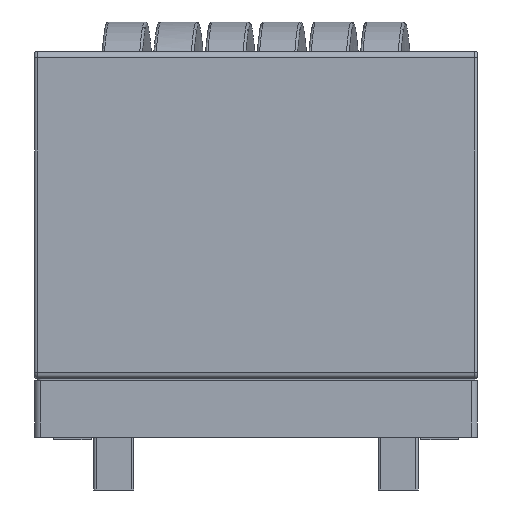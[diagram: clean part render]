
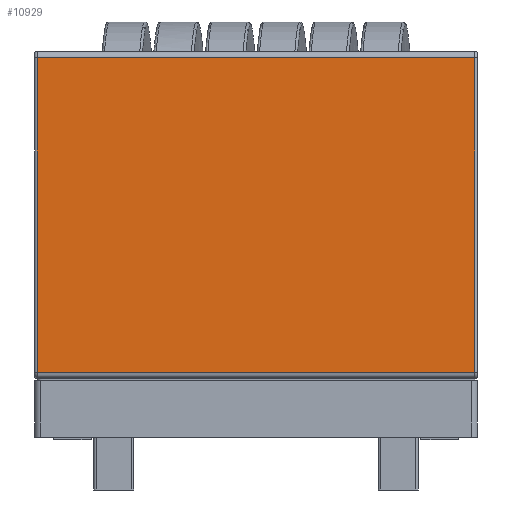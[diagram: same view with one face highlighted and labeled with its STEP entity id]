
A CAD part, left-side view. The second image highlights one B-rep face of the part: STEP entity #10929.
In plain terms, the highlighted planar face has unit normal (-1, 0, 0).
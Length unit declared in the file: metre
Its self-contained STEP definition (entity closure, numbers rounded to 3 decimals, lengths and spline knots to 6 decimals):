
#1948=ORIENTED_EDGE('',*,*,#3788,.F.);
#1949=ORIENTED_EDGE('',*,*,#3774,.T.);
#1950=ORIENTED_EDGE('',*,*,#3778,.T.);
#1951=ORIENTED_EDGE('',*,*,#3804,.T.);
#3774=EDGE_CURVE('',#4742,#4743,#5376,.T.);
#3778=EDGE_CURVE('',#4743,#4745,#5380,.T.);
#3788=EDGE_CURVE('',#4742,#4753,#5388,.T.);
#3804=EDGE_CURVE('',#4745,#4753,#5396,.T.);
#4742=VERTEX_POINT('',#26693);
#4743=VERTEX_POINT('',#26698);
#4745=VERTEX_POINT('',#26711);
#4753=VERTEX_POINT('',#26731);
#5376=LINE('',#26704,#6064);
#5380=LINE('',#26710,#6068);
#5388=LINE('',#26730,#6076);
#5396=LINE('',#26761,#6084);
#6064=VECTOR('',#12431,1.);
#6068=VECTOR('',#12439,1.);
#6076=VECTOR('',#12455,1.);
#6084=VECTOR('',#12495,1.);
#6692=EDGE_LOOP('',(#1948,#1949,#1950,#1951));
#7188=FACE_BOUND('',#6692,.T.);
#7569=PLANE('',#11472);
#10929=ADVANCED_FACE('',(#7188),#7569,.T.);
#11472=AXIS2_PLACEMENT_3D('',#26760,#12493,#12494);
#12431=DIRECTION('',(0.,0.,-1.));
#12439=DIRECTION('',(0.,-1.,0.));
#12455=DIRECTION('',(0.,-1.,0.));
#12493=DIRECTION('',(-1.,0.,0.));
#12494=DIRECTION('',(0.,0.,1.));
#12495=DIRECTION('',(0.,0.,1.));
#26693=CARTESIAN_POINT('',(-0.018,0.0174,0.0279));
#26698=CARTESIAN_POINT('',(-0.018,0.0174,0.0029));
#26704=CARTESIAN_POINT('',(-0.018,0.0174,0.0029));
#26710=CARTESIAN_POINT('',(-0.018,0.0176,0.0029));
#26711=CARTESIAN_POINT('',(-0.018,-0.0174,0.0029));
#26730=CARTESIAN_POINT('',(-0.018,0.0176,0.0279));
#26731=CARTESIAN_POINT('',(-0.018,-0.0174,0.0279));
#26760=CARTESIAN_POINT('',(-0.018,0.0176,0.0284));
#26761=CARTESIAN_POINT('',(-0.018,-0.0174,0.0279));
